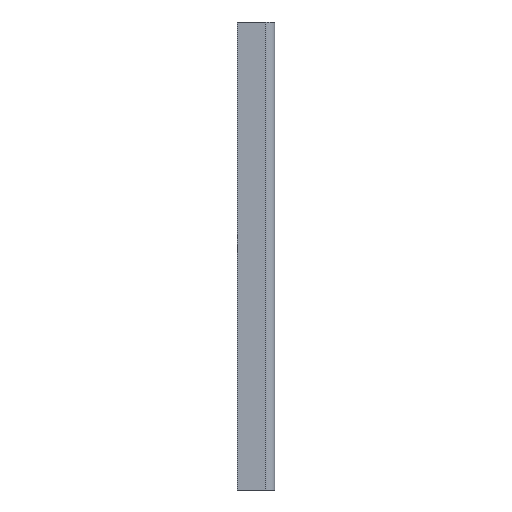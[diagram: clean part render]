
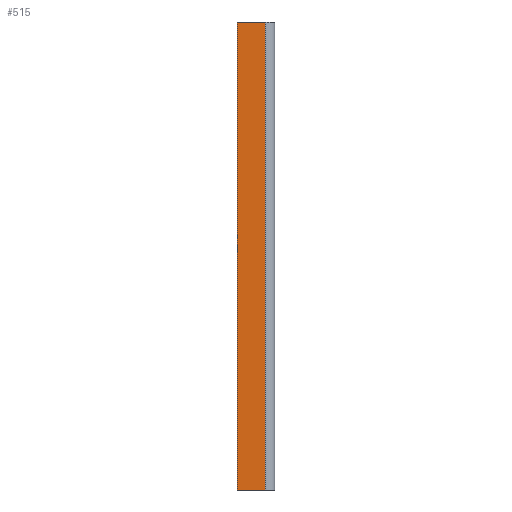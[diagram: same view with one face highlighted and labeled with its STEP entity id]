
A CAD part, front view. The second image highlights one B-rep face of the part: STEP entity #515.
In plain terms, the highlighted planar face has unit normal (0, -1, 0).
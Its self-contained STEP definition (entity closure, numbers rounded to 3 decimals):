
#62 = CARTESIAN_POINT ( 'NONE',  ( 7.5, 0., 62. ) ) ;
#178 = VERTEX_POINT ( 'NONE', #1037 ) ;
#182 = VERTEX_POINT ( 'NONE', #1031 ) ;
#208 = VERTEX_POINT ( 'NONE', #987 ) ;
#258 = ORIENTED_EDGE ( 'NONE', *, *, #1089, .T. ) ;
#285 = ORIENTED_EDGE ( 'NONE', *, *, #1091, .F. ) ;
#302 = ORIENTED_EDGE ( 'NONE', *, *, #1090, .F. ) ;
#350 = VERTEX_POINT ( 'NONE', #62 ) ;
#377 = DIRECTION ( 'NONE',  ( 0., 0., 1. ) ) ;
#378 = DIRECTION ( 'NONE',  ( 0., 1., 0. ) ) ;
#380 = PLANE ( 'NONE',  #945 ) ;
#387 = CARTESIAN_POINT ( 'NONE',  ( 0., 0., 62. ) ) ;
#515 = ADVANCED_FACE ( 'NONE', ( #1328 ), #380, .F. ) ;
#589 = ORIENTED_EDGE ( 'NONE', *, *, #1085, .T. ) ;
#643 = CARTESIAN_POINT ( 'NONE',  ( 0., 0., 62. ) ) ;
#645 = DIRECTION ( 'NONE',  ( 0., 0., -1. ) ) ;
#647 = CARTESIAN_POINT ( 'NONE',  ( 0., 0., 62. ) ) ;
#653 = CARTESIAN_POINT ( 'NONE',  ( 0., 0., -62. ) ) ;
#654 = DIRECTION ( 'NONE',  ( 1., 0., 0. ) ) ;
#655 = CARTESIAN_POINT ( 'NONE',  ( 7.5, 0., 62. ) ) ;
#657 = DIRECTION ( 'NONE',  ( 0., 0., -1. ) ) ;
#658 = DIRECTION ( 'NONE',  ( 1., 0., 0. ) ) ;
#760 = VECTOR ( 'NONE', #658, 1000. ) ;
#762 = VECTOR ( 'NONE', #657, 1000. ) ;
#764 = VECTOR ( 'NONE', #654, 1000. ) ;
#765 = LINE ( 'NONE', #655, #762 ) ;
#767 = LINE ( 'NONE', #653, #764 ) ;
#768 = LINE ( 'NONE', #647, #760 ) ;
#771 = VECTOR ( 'NONE', #645, 1000. ) ;
#774 = LINE ( 'NONE', #643, #771 ) ;
#945 = AXIS2_PLACEMENT_3D ( 'NONE', #387, #378, #377 ) ;
#987 = CARTESIAN_POINT ( 'NONE',  ( 7.5, 0., -62. ) ) ;
#1031 = CARTESIAN_POINT ( 'NONE',  ( 0., 0., 62. ) ) ;
#1037 = CARTESIAN_POINT ( 'NONE',  ( 0., 0., -62. ) ) ;
#1085 = EDGE_CURVE ( 'NONE', #182, #178, #774, .T. ) ;
#1089 = EDGE_CURVE ( 'NONE', #178, #208, #767, .T. ) ;
#1090 = EDGE_CURVE ( 'NONE', #350, #208, #765, .T. ) ;
#1091 = EDGE_CURVE ( 'NONE', #182, #350, #768, .T. ) ;
#1328 = FACE_OUTER_BOUND ( 'NONE', #1389, .T. ) ;
#1389 = EDGE_LOOP ( 'NONE', ( #258, #302, #285, #589 ) ) ;
